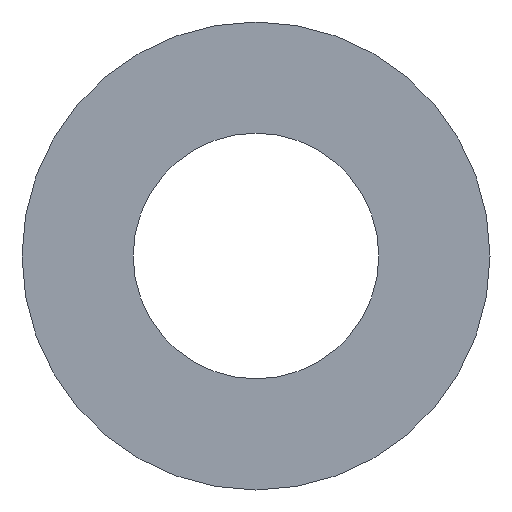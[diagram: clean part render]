
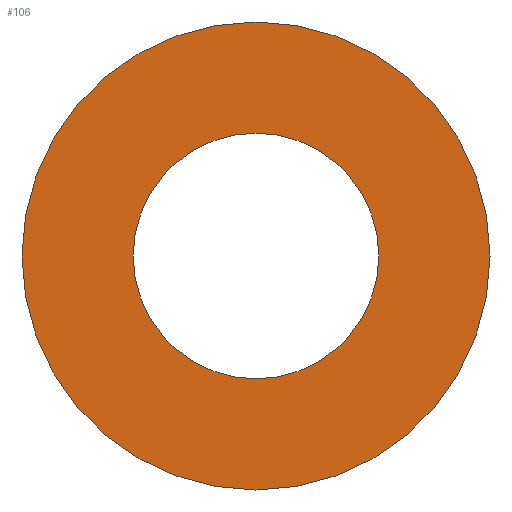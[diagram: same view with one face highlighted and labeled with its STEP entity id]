
A CAD part, left-side view. The second image highlights one B-rep face of the part: STEP entity #106.
In plain terms, the highlighted planar face has unit normal (-1, 0, 0).
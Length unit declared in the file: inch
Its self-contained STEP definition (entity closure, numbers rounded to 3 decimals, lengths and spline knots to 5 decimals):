
#2 = VERTEX_POINT ( 'NONE', #238 ) ;
#3 = AXIS2_PLACEMENT_3D ( 'NONE', #69, #228, #164 ) ;
#19 = EDGE_CURVE ( 'NONE', #136, #2, #209, .T. ) ;
#21 = ORIENTED_EDGE ( 'NONE', *, *, #187, .T. ) ;
#27 = DIRECTION ( 'NONE',  ( 0., 0., 1. ) ) ;
#29 = CARTESIAN_POINT ( 'NONE',  ( -0.0625, 0.1875, 0. ) ) ;
#30 = AXIS2_PLACEMENT_3D ( 'NONE', #203, #185, #27 ) ;
#31 = DIRECTION ( 'NONE',  ( -1., 0., 0. ) ) ;
#32 = CARTESIAN_POINT ( 'NONE',  ( -0.0625, 0., 0. ) ) ;
#35 = CARTESIAN_POINT ( 'NONE',  ( -0.0625, 0., 0.1875 ) ) ;
#49 = FACE_OUTER_BOUND ( 'NONE', #101, .T. ) ;
#50 = FACE_BOUND ( 'NONE', #220, .T. ) ;
#56 = AXIS2_PLACEMENT_3D ( 'NONE', #32, #140, #226 ) ;
#64 = VERTEX_POINT ( 'NONE', #110 ) ;
#68 = DIRECTION ( 'NONE',  ( 1., 0., 0. ) ) ;
#69 = CARTESIAN_POINT ( 'NONE',  ( -0.0625, 0., 0. ) ) ;
#101 = EDGE_LOOP ( 'NONE', ( #157, #21 ) ) ;
#106 = ADVANCED_FACE ( 'NONE', ( #50, #49 ), #125, .F. ) ;
#107 = CARTESIAN_POINT ( 'NONE',  ( -0.0625, 0., 0.09843 ) ) ;
#108 = CARTESIAN_POINT ( 'NONE',  ( -0.0625, 0., 0. ) ) ;
#110 = CARTESIAN_POINT ( 'NONE',  ( -0.0625, 0., -0.1875 ) ) ;
#116 = ORIENTED_EDGE ( 'NONE', *, *, #137, .F. ) ;
#123 = EDGE_CURVE ( 'NONE', #239, #64, #251, .T. ) ;
#125 = PLANE ( 'NONE',  #158 ) ;
#136 = VERTEX_POINT ( 'NONE', #107 ) ;
#137 = EDGE_CURVE ( 'NONE', #2, #136, #245, .T. ) ;
#140 = DIRECTION ( 'NONE',  ( -1., 0., 0. ) ) ;
#157 = ORIENTED_EDGE ( 'NONE', *, *, #123, .T. ) ;
#158 = AXIS2_PLACEMENT_3D ( 'NONE', #29, #68, #241 ) ;
#160 = ORIENTED_EDGE ( 'NONE', *, *, #19, .F. ) ;
#164 = DIRECTION ( 'NONE',  ( 0., 0., 1. ) ) ;
#165 = DIRECTION ( 'NONE',  ( 0., 0., 1. ) ) ;
#179 = CIRCLE ( 'NONE', #202, 0.1875 ) ;
#185 = DIRECTION ( 'NONE',  ( -1., 0., 0. ) ) ;
#187 = EDGE_CURVE ( 'NONE', #64, #239, #179, .T. ) ;
#202 = AXIS2_PLACEMENT_3D ( 'NONE', #108, #31, #165 ) ;
#203 = CARTESIAN_POINT ( 'NONE',  ( -0.0625, 0., 0. ) ) ;
#209 = CIRCLE ( 'NONE', #56, 0.09843 ) ;
#220 = EDGE_LOOP ( 'NONE', ( #160, #116 ) ) ;
#226 = DIRECTION ( 'NONE',  ( 0., 0., 1. ) ) ;
#228 = DIRECTION ( 'NONE',  ( -1., 0., 0. ) ) ;
#238 = CARTESIAN_POINT ( 'NONE',  ( -0.0625, 0., -0.09843 ) ) ;
#239 = VERTEX_POINT ( 'NONE', #35 ) ;
#241 = DIRECTION ( 'NONE',  ( 0., 0., -1. ) ) ;
#245 = CIRCLE ( 'NONE', #3, 0.09843 ) ;
#251 = CIRCLE ( 'NONE', #30, 0.1875 ) ;
